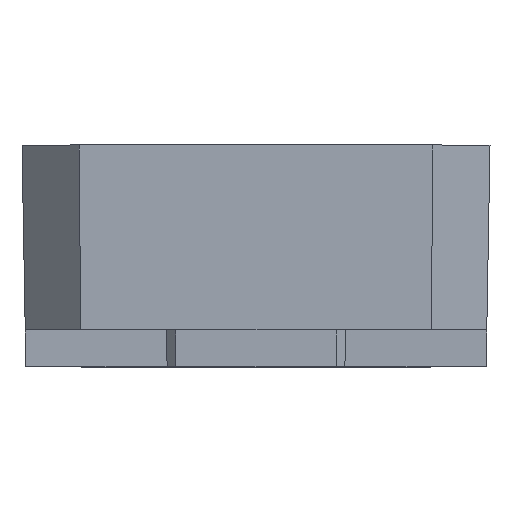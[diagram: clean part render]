
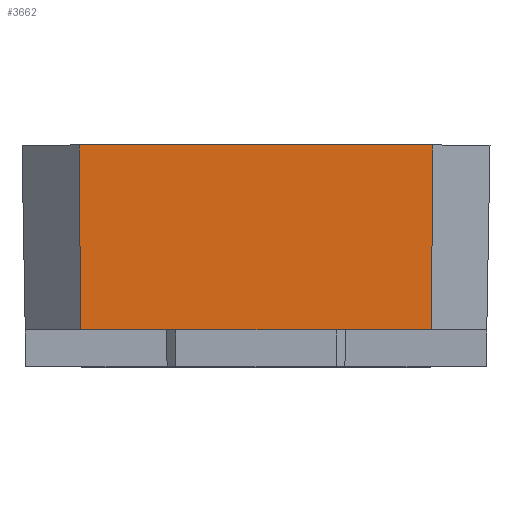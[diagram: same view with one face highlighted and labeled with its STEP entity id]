
A CAD part, top view. The second image highlights one B-rep face of the part: STEP entity #3662.
In plain terms, the highlighted planar face has unit normal (0, -0.018, 1).
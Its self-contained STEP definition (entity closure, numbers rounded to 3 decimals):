
#50 = EDGE_CURVE ( 'NONE', #2887, #881, #2634, .T. ) ;
#208 = ORIENTED_EDGE ( 'NONE', *, *, #3829, .T. ) ;
#292 = EDGE_CURVE ( 'NONE', #2791, #6325, #5368, .T. ) ;
#604 = EDGE_CURVE ( 'NONE', #2791, #2887, #2317, .T. ) ;
#881 = VERTEX_POINT ( 'NONE', #4515 ) ;
#1063 = DIRECTION ( 'NONE',  ( 1., 0., 0. ) ) ;
#1177 = CARTESIAN_POINT ( 'NONE',  ( -9.5, -0.003, 10. ) ) ;
#1236 = VECTOR ( 'NONE', #5331, 1000. ) ;
#1242 = CARTESIAN_POINT ( 'NONE',  ( -9.572, 10., 10.175 ) ) ;
#1293 = VECTOR ( 'NONE', #1063, 1000. ) ;
#1524 = ORIENTED_EDGE ( 'NONE', *, *, #292, .F. ) ;
#1981 = FACE_OUTER_BOUND ( 'NONE', #6274, .T. ) ;
#2013 = CARTESIAN_POINT ( 'NONE',  ( 0., 0., 10. ) ) ;
#2216 = DIRECTION ( 'NONE',  ( 0.007, -1., -0.017 ) ) ;
#2317 = LINE ( 'NONE', #1177, #6101 ) ;
#2634 = LINE ( 'NONE', #4167, #1293 ) ;
#2719 = DIRECTION ( 'NONE',  ( 1., 0., 0. ) ) ;
#2754 = CARTESIAN_POINT ( 'NONE',  ( 9.5, -0.003, 10. ) ) ;
#2791 = VERTEX_POINT ( 'NONE', #1242 ) ;
#2887 = VERTEX_POINT ( 'NONE', #5949 ) ;
#3217 = CARTESIAN_POINT ( 'NONE',  ( 0., 10., 10.175 ) ) ;
#3662 = ADVANCED_FACE ( 'NONE', ( #1981 ), #4552, .T. ) ;
#3829 = EDGE_CURVE ( 'NONE', #881, #6325, #4076, .T. ) ;
#4045 = DIRECTION ( 'NONE',  ( 0., -0.017, 1. ) ) ;
#4076 = LINE ( 'NONE', #2754, #1236 ) ;
#4167 = CARTESIAN_POINT ( 'NONE',  ( 0., 0., 10. ) ) ;
#4515 = CARTESIAN_POINT ( 'NONE',  ( 9.5, 0., 10. ) ) ;
#4552 = PLANE ( 'NONE',  #5832 ) ;
#5331 = DIRECTION ( 'NONE',  ( 0.007, 1., 0.017 ) ) ;
#5368 = LINE ( 'NONE', #3217, #6628 ) ;
#5727 = DIRECTION ( 'NONE',  ( 0., -1., -0.017 ) ) ;
#5832 = AXIS2_PLACEMENT_3D ( 'NONE', #2013, #4045, #5727 ) ;
#5949 = CARTESIAN_POINT ( 'NONE',  ( -9.5, 0., 10. ) ) ;
#6101 = VECTOR ( 'NONE', #2216, 1000. ) ;
#6274 = EDGE_LOOP ( 'NONE', ( #208, #1524, #6441, #6565 ) ) ;
#6325 = VERTEX_POINT ( 'NONE', #6610 ) ;
#6441 = ORIENTED_EDGE ( 'NONE', *, *, #604, .T. ) ;
#6565 = ORIENTED_EDGE ( 'NONE', *, *, #50, .T. ) ;
#6610 = CARTESIAN_POINT ( 'NONE',  ( 9.572, 10., 10.175 ) ) ;
#6628 = VECTOR ( 'NONE', #2719, 1000. ) ;
